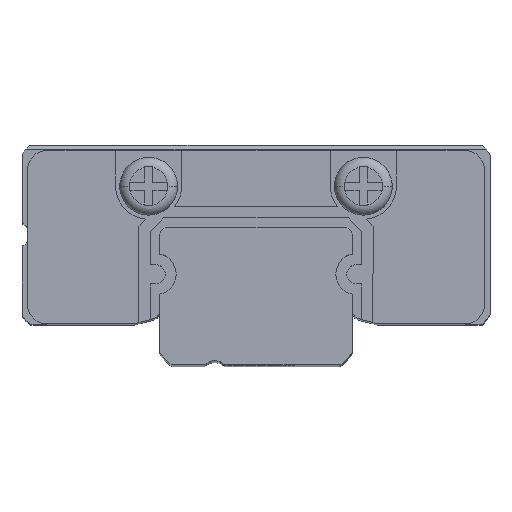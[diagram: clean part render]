
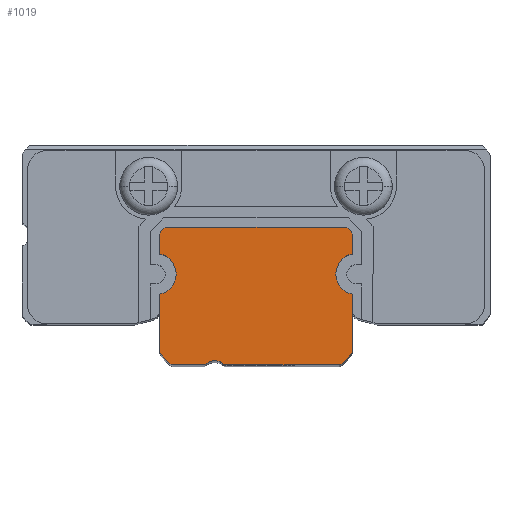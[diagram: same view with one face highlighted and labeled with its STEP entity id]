
A CAD part, top view. The second image highlights one B-rep face of the part: STEP entity #1019.
In plain terms, the highlighted planar face has unit normal (0, 0, 1).
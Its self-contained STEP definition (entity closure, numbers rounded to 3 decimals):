
#29 = CARTESIAN_POINT ( 'NONE',  ( 3.2, 2.5, 0. ) ) ;
#86 = CARTESIAN_POINT ( 'NONE',  ( -2.9, 0.8, 0. ) ) ;
#151 = VERTEX_POINT ( 'NONE', #5806 ) ;
#245 = CARTESIAN_POINT ( 'NONE',  ( 3.5, 2.2, 0. ) ) ;
#303 = CARTESIAN_POINT ( 'NONE',  ( 3.5, -2.5, 0. ) ) ;
#370 = VERTEX_POINT ( 'NONE', #6961 ) ;
#541 = VERTEX_POINT ( 'NONE', #4045 ) ;
#552 = CIRCLE ( 'NONE', #5390, 0.75 ) ;
#607 = DIRECTION ( 'NONE',  ( 1., 0., 0. ) ) ;
#638 = CARTESIAN_POINT ( 'NONE',  ( -3.65, 0.8, 0. ) ) ;
#654 = EDGE_CURVE ( 'NONE', #3665, #151, #905, .T. ) ;
#671 = AXIS2_PLACEMENT_3D ( 'NONE', #7680, #1090, #607 ) ;
#729 = CARTESIAN_POINT ( 'NONE',  ( 0., 0., 0. ) ) ;
#758 = CARTESIAN_POINT ( 'NONE',  ( 3.031, -2.5, 0. ) ) ;
#812 = ORIENTED_EDGE ( 'NONE', *, *, #2202, .T. ) ;
#905 = LINE ( 'NONE', #5556, #5182 ) ;
#1019 = ADVANCED_FACE ( 'NONE', ( #4038 ), #3294, .T. ) ;
#1059 = VERTEX_POINT ( 'NONE', #3596 ) ;
#1076 = VECTOR ( 'NONE', #6306, 1000. ) ;
#1090 = DIRECTION ( 'NONE',  ( 0., 0., 1. ) ) ;
#1145 = CARTESIAN_POINT ( 'NONE',  ( 3.5, 1.535, 0. ) ) ;
#1242 = EDGE_CURVE ( 'NONE', #370, #541, #5054, .T. ) ;
#1276 = ORIENTED_EDGE ( 'NONE', *, *, #5424, .T. ) ;
#1337 = VERTEX_POINT ( 'NONE', #7325 ) ;
#1490 = CIRCLE ( 'NONE', #4403, 0.75 ) ;
#1491 = EDGE_CURVE ( 'NONE', #541, #3293, #8087, .T. ) ;
#1538 = ORIENTED_EDGE ( 'NONE', *, *, #5970, .T. ) ;
#1544 = VERTEX_POINT ( 'NONE', #758 ) ;
#1619 = EDGE_CURVE ( 'NONE', #1059, #8347, #7014, .T. ) ;
#1715 = VERTEX_POINT ( 'NONE', #1145 ) ;
#1986 = DIRECTION ( 'NONE',  ( 1., 0., 0. ) ) ;
#2202 = EDGE_CURVE ( 'NONE', #151, #1059, #3543, .T. ) ;
#2267 = VERTEX_POINT ( 'NONE', #7828 ) ;
#2268 = CARTESIAN_POINT ( 'NONE',  ( -3.2, 2.5, 0. ) ) ;
#2291 = DIRECTION ( 'NONE',  ( 0., 1., 0. ) ) ;
#2326 = DIRECTION ( 'NONE',  ( 1., 0., 0. ) ) ;
#2363 = DIRECTION ( 'NONE',  ( 0., 0., 1. ) ) ;
#2422 = VECTOR ( 'NONE', #4882, 1000. ) ;
#2463 = DIRECTION ( 'NONE',  ( 1., 0., 0. ) ) ;
#2498 = VERTEX_POINT ( 'NONE', #29 ) ;
#2580 = ORIENTED_EDGE ( 'NONE', *, *, #1242, .T. ) ;
#2607 = EDGE_CURVE ( 'NONE', #2498, #370, #5568, .T. ) ;
#2635 = VECTOR ( 'NONE', #2291, 1000. ) ;
#2806 = ORIENTED_EDGE ( 'NONE', *, *, #7849, .F. ) ;
#2836 = DIRECTION ( 'NONE',  ( 0., 1., 0. ) ) ;
#2917 = ORIENTED_EDGE ( 'NONE', *, *, #8239, .T. ) ;
#3006 = ORIENTED_EDGE ( 'NONE', *, *, #5170, .T. ) ;
#3010 = CARTESIAN_POINT ( 'NONE',  ( 3.5, -2.5, 0. ) ) ;
#3025 = LINE ( 'NONE', #303, #2635 ) ;
#3171 = CIRCLE ( 'NONE', #5249, 0.5 ) ;
#3268 = AXIS2_PLACEMENT_3D ( 'NONE', #8198, #5554, #5374 ) ;
#3293 = VERTEX_POINT ( 'NONE', #4885 ) ;
#3294 = PLANE ( 'NONE',  #7814 ) ;
#3373 = DIRECTION ( 'NONE',  ( 0., 0., 1. ) ) ;
#3543 = CIRCLE ( 'NONE', #3268, 1.2 ) ;
#3596 = CARTESIAN_POINT ( 'NONE',  ( -3.031, -2.5, 0. ) ) ;
#3650 = DIRECTION ( 'NONE',  ( -1., 0., 0. ) ) ;
#3665 = VERTEX_POINT ( 'NONE', #6876 ) ;
#3728 = CARTESIAN_POINT ( 'NONE',  ( -3.2, 2.2, 0. ) ) ;
#3818 = VECTOR ( 'NONE', #2326, 1000. ) ;
#3855 = AXIS2_PLACEMENT_3D ( 'NONE', #7004, #2363, #8382 ) ;
#4038 = FACE_OUTER_BOUND ( 'NONE', #5934, .T. ) ;
#4045 = CARTESIAN_POINT ( 'NONE',  ( -3.5, 2.2, 0. ) ) ;
#4054 = LINE ( 'NONE', #8115, #6903 ) ;
#4131 = DIRECTION ( 'NONE',  ( 0., -1., 0. ) ) ;
#4211 = ORIENTED_EDGE ( 'NONE', *, *, #2607, .T. ) ;
#4218 = DIRECTION ( 'NONE',  ( 1., 0., 0. ) ) ;
#4261 = VECTOR ( 'NONE', #2836, 1000. ) ;
#4337 = DIRECTION ( 'NONE',  ( 0., 0., 1. ) ) ;
#4363 = VERTEX_POINT ( 'NONE', #5286 ) ;
#4403 = AXIS2_PLACEMENT_3D ( 'NONE', #6816, #8294, #3650 ) ;
#4404 = AXIS2_PLACEMENT_3D ( 'NONE', #638, #6631, #5362 ) ;
#4414 = CIRCLE ( 'NONE', #671, 1.2 ) ;
#4813 = DIRECTION ( 'NONE',  ( 1., 0., 0. ) ) ;
#4837 = EDGE_CURVE ( 'NONE', #8167, #3665, #5642, .T. ) ;
#4879 = ORIENTED_EDGE ( 'NONE', *, *, #1491, .T. ) ;
#4882 = DIRECTION ( 'NONE',  ( 0., -1., 0. ) ) ;
#4885 = CARTESIAN_POINT ( 'NONE',  ( -3.5, 1.535, 0. ) ) ;
#4924 = LINE ( 'NONE', #245, #4261 ) ;
#5054 = CIRCLE ( 'NONE', #6449, 0.3 ) ;
#5068 = ORIENTED_EDGE ( 'NONE', *, *, #4837, .T. ) ;
#5123 = ORIENTED_EDGE ( 'NONE', *, *, #654, .T. ) ;
#5170 = EDGE_CURVE ( 'NONE', #5698, #1544, #4054, .T. ) ;
#5182 = VECTOR ( 'NONE', #4131, 1000. ) ;
#5230 = ORIENTED_EDGE ( 'NONE', *, *, #6711, .T. ) ;
#5249 = AXIS2_PLACEMENT_3D ( 'NONE', #7511, #6086, #4218 ) ;
#5286 = CARTESIAN_POINT ( 'NONE',  ( 3.5, 2.2, 0. ) ) ;
#5362 = DIRECTION ( 'NONE',  ( 1., 0., 0. ) ) ;
#5374 = DIRECTION ( 'NONE',  ( 1., 0., 0. ) ) ;
#5390 = AXIS2_PLACEMENT_3D ( 'NONE', #7458, #7373, #4813 ) ;
#5424 = EDGE_CURVE ( 'NONE', #1544, #1337, #4414, .T. ) ;
#5554 = DIRECTION ( 'NONE',  ( 0., 0., 1. ) ) ;
#5556 = CARTESIAN_POINT ( 'NONE',  ( -3.5, -2.5, 0. ) ) ;
#5568 = LINE ( 'NONE', #2268, #1076 ) ;
#5642 = CIRCLE ( 'NONE', #4404, 0.75 ) ;
#5698 = VERTEX_POINT ( 'NONE', #8286 ) ;
#5806 = CARTESIAN_POINT ( 'NONE',  ( -3.5, -2.031, 0. ) ) ;
#5934 = EDGE_LOOP ( 'NONE', ( #812, #6933, #2806, #3006, #1276, #6360, #5230, #1538, #8469, #4211, #2580, #4879, #2917, #5068, #5123 ) ) ;
#5970 = EDGE_CURVE ( 'NONE', #1715, #4363, #4924, .T. ) ;
#6086 = DIRECTION ( 'NONE',  ( 0., 0., 1. ) ) ;
#6306 = DIRECTION ( 'NONE',  ( -1., 0., 0. ) ) ;
#6327 = EDGE_CURVE ( 'NONE', #4363, #2498, #7443, .T. ) ;
#6360 = ORIENTED_EDGE ( 'NONE', *, *, #8377, .T. ) ;
#6449 = AXIS2_PLACEMENT_3D ( 'NONE', #3728, #4337, #2463 ) ;
#6631 = DIRECTION ( 'NONE',  ( 0., 0., -1. ) ) ;
#6711 = EDGE_CURVE ( 'NONE', #2267, #1715, #1490, .T. ) ;
#6816 = CARTESIAN_POINT ( 'NONE',  ( 3.65, 0.8, 0. ) ) ;
#6876 = CARTESIAN_POINT ( 'NONE',  ( -3.5, 0.065, 0. ) ) ;
#6903 = VECTOR ( 'NONE', #7307, 1000. ) ;
#6933 = ORIENTED_EDGE ( 'NONE', *, *, #1619, .T. ) ;
#6961 = CARTESIAN_POINT ( 'NONE',  ( -3.2, 2.5, 0. ) ) ;
#7004 = CARTESIAN_POINT ( 'NONE',  ( 3.2, 2.2, 0. ) ) ;
#7014 = LINE ( 'NONE', #3010, #3818 ) ;
#7307 = DIRECTION ( 'NONE',  ( 1., 0., 0. ) ) ;
#7325 = CARTESIAN_POINT ( 'NONE',  ( 3.5, -2.031, 0. ) ) ;
#7373 = DIRECTION ( 'NONE',  ( 0., 0., -1. ) ) ;
#7443 = CIRCLE ( 'NONE', #3855, 0.3 ) ;
#7458 = CARTESIAN_POINT ( 'NONE',  ( -3.65, 0.8, 0. ) ) ;
#7511 = CARTESIAN_POINT ( 'NONE',  ( -1.5, -2.85, 0. ) ) ;
#7631 = CARTESIAN_POINT ( 'NONE',  ( -1.857, -2.5, 0. ) ) ;
#7680 = CARTESIAN_POINT ( 'NONE',  ( 2.45, -1.45, 0. ) ) ;
#7814 = AXIS2_PLACEMENT_3D ( 'NONE', #729, #3373, #1986 ) ;
#7828 = CARTESIAN_POINT ( 'NONE',  ( 3.5, 0.065, 0. ) ) ;
#7849 = EDGE_CURVE ( 'NONE', #5698, #8347, #3171, .T. ) ;
#8087 = LINE ( 'NONE', #8219, #2422 ) ;
#8115 = CARTESIAN_POINT ( 'NONE',  ( 3.5, -2.5, 0. ) ) ;
#8167 = VERTEX_POINT ( 'NONE', #86 ) ;
#8198 = CARTESIAN_POINT ( 'NONE',  ( -2.45, -1.45, 0. ) ) ;
#8219 = CARTESIAN_POINT ( 'NONE',  ( -3.5, 2.2, 0. ) ) ;
#8239 = EDGE_CURVE ( 'NONE', #3293, #8167, #552, .T. ) ;
#8286 = CARTESIAN_POINT ( 'NONE',  ( -1.143, -2.5, 0. ) ) ;
#8294 = DIRECTION ( 'NONE',  ( 0., 0., -1. ) ) ;
#8347 = VERTEX_POINT ( 'NONE', #7631 ) ;
#8377 = EDGE_CURVE ( 'NONE', #1337, #2267, #3025, .T. ) ;
#8382 = DIRECTION ( 'NONE',  ( 1., 0., 0. ) ) ;
#8469 = ORIENTED_EDGE ( 'NONE', *, *, #6327, .T. ) ;
